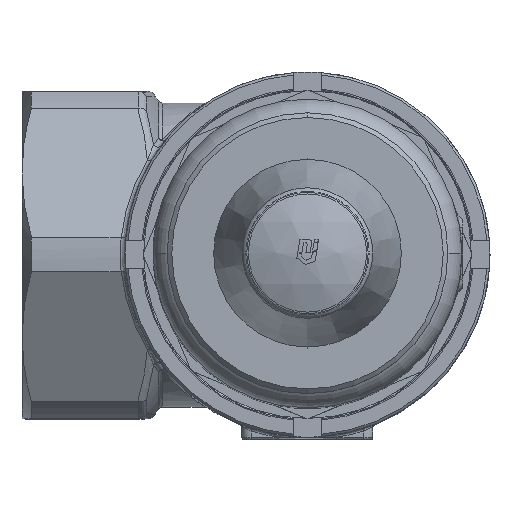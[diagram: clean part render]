
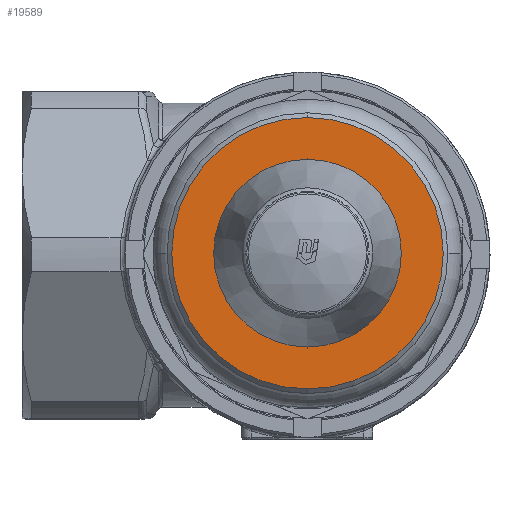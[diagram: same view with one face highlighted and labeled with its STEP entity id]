
A CAD part, top view. The second image highlights one B-rep face of the part: STEP entity #19589.
In plain terms, the highlighted planar face has unit normal (0, 0, 1).
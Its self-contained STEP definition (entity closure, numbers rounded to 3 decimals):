
#19095=CARTESIAN_POINT('',(-0.,-29.,238.));
#19096=VERTEX_POINT('',#19095);
#19097=CARTESIAN_POINT('',(-0.,29.,238.));
#19098=VERTEX_POINT('',#19097);
#19099=CARTESIAN_POINT('',(0.,0.,238.));
#19100=DIRECTION('',(-0.,0.,1.));
#19101=DIRECTION('',(0.,1.,-0.));
#19102=AXIS2_PLACEMENT_3D('',#19099,#19100,#19101);
#19103=CIRCLE('',#19102,29.);
#19104=EDGE_CURVE('NONE',#19096,#19098,#19103,.T.);
#19221=CARTESIAN_POINT('',(0.,-20.05,238.));
#19222=VERTEX_POINT('',#19221);
#19223=CARTESIAN_POINT('',(-0.,20.05,238.));
#19224=VERTEX_POINT('',#19223);
#19225=CARTESIAN_POINT('',(0.,0.,238.));
#19226=DIRECTION('',(0.,-0.,-1.));
#19227=DIRECTION('',(0.,1.,-0.));
#19228=AXIS2_PLACEMENT_3D('',#19225,#19226,#19227);
#19229=CIRCLE('',#19228,20.05);
#19230=EDGE_CURVE('NONE',#19222,#19224,#19229,.T.);
#19564=CARTESIAN_POINT('',(30.,0.,238.));
#19565=DIRECTION('',(0.,0.,1.));
#19566=DIRECTION('',(0.,-1.,0.));
#19567=AXIS2_PLACEMENT_3D('',#19564,#19565,#19566);
#19568=PLANE('',#19567);
#19569=CARTESIAN_POINT('',(0.,0.,238.));
#19570=DIRECTION('',(-0.,0.,1.));
#19571=DIRECTION('',(0.,1.,-0.));
#19572=AXIS2_PLACEMENT_3D('',#19569,#19570,#19571);
#19573=CIRCLE('',#19572,29.);
#19574=EDGE_CURVE('NONE',#19098,#19096,#19573,.T.);
#19575=ORIENTED_EDGE('',*,*,#19574,.T.);
#19576=ORIENTED_EDGE('',*,*,#19104,.T.);
#19577=EDGE_LOOP('',(#19575,#19576));
#19578=FACE_BOUND('',#19577,.T.);
#19579=CARTESIAN_POINT('',(0.,0.,238.));
#19580=DIRECTION('',(0.,-0.,-1.));
#19581=DIRECTION('',(0.,1.,-0.));
#19582=AXIS2_PLACEMENT_3D('',#19579,#19580,#19581);
#19583=CIRCLE('',#19582,20.05);
#19584=EDGE_CURVE('NONE',#19224,#19222,#19583,.T.);
#19585=ORIENTED_EDGE('',*,*,#19584,.T.);
#19586=ORIENTED_EDGE('',*,*,#19230,.T.);
#19587=EDGE_LOOP('',(#19585,#19586));
#19588=FACE_BOUND('',#19587,.T.);
#19589=ADVANCED_FACE('NONE',(#19578,#19588),#19568,.T.);
